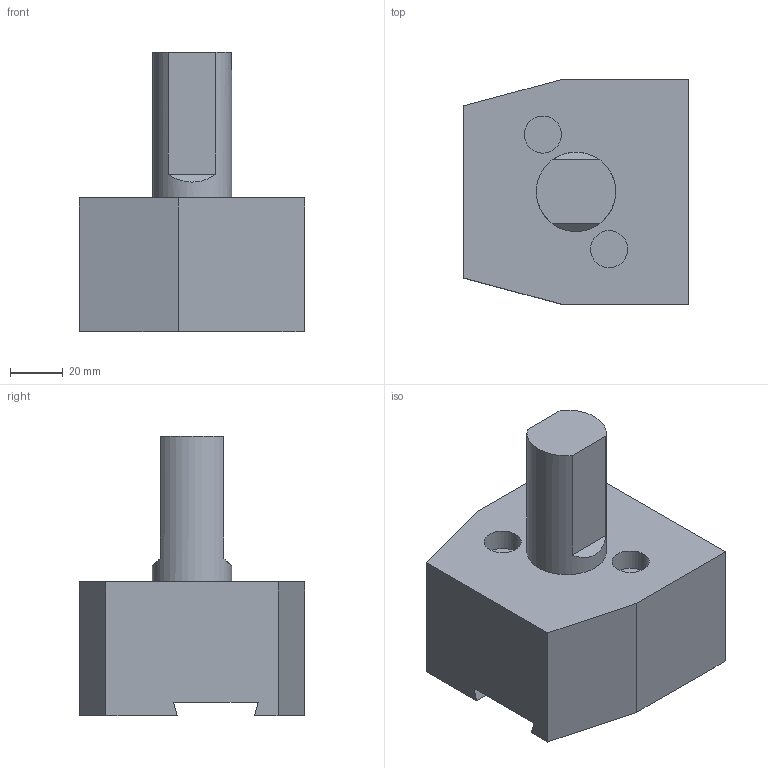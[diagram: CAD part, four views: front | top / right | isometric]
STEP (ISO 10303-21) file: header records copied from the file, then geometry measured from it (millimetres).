
FILE_DESCRIPTION(/* description */ (''),/* implementation_level */ '2;1');
FILE_NAME(/* name */ '1597064800340.stp',/* time_stamp */ '2020-08-10T15:06:47+02:00',/* author */ (''),/* organization */ ('SMS'),/* preprocessor_version */ 'ST-DEVELOPER v16.7',/* originating_system */ 'SIEMENS PLM Software NX 12.0',/* authorisation */ '');
FILE_SCHEMA (('AUTOMOTIVE_DESIGN { 1 0 10303 214 3 1 1 1 }'));
Length unit declared in the file: millimetre
Products named in the file (1): 201753167mod000_01
Bounding box: 85 x 85 x 105.5 mm (x, y, z)
Volume: 365950.5 mm3; surface area: 36526.8 mm2
Topology: 1 solids, 1 shells, 30 faces, 75 edges, 53 vertices
Faces by surface type: plane 27, cylinder 3
Full cylindrical faces by diameter (mm): 14 x2, 30 x1
Entity records: 933 total; most frequent: CARTESIAN_POINT 157, DIRECTION 148, ORIENTED_EDGE 142, EDGE_CURVE 71, LINE 62, VECTOR 62, VERTEX_POINT 49, AXIS2_PLACEMENT_3D 43
